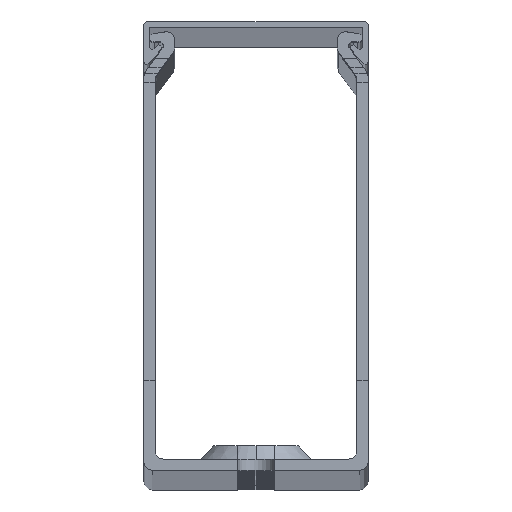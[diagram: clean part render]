
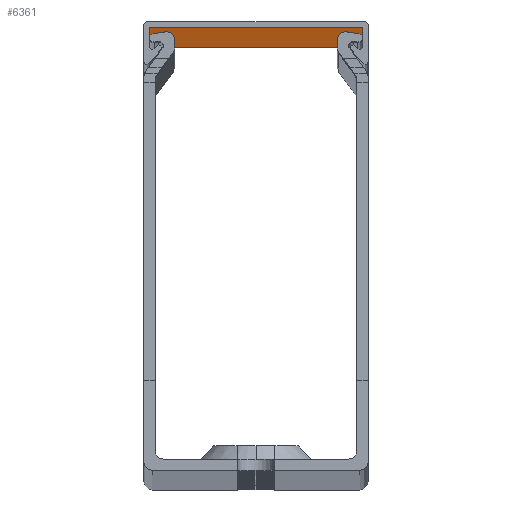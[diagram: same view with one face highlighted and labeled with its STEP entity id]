
A CAD part, top view. The second image highlights one B-rep face of the part: STEP entity #6361.
In plain terms, the highlighted planar face has unit normal (0, -1, 0).
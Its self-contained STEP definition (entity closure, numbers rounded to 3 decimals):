
#548 = LINE ( 'NONE', #27137, #27127 ) ;
#911 = DIRECTION ( 'NONE',  ( 0., 0., 1. ) ) ;
#1883 = LINE ( 'NONE', #18027, #15597 ) ;
#2129 = CARTESIAN_POINT ( 'NONE',  ( -19., 79., 1040.872 ) ) ;
#3980 = PLANE ( 'NONE',  #26591 ) ;
#4796 = DIRECTION ( 'NONE',  ( 0., 0., -1. ) ) ;
#4857 = EDGE_CURVE ( 'NONE', #31275, #21070, #548, .T. ) ;
#5022 = LINE ( 'NONE', #2129, #25724 ) ;
#6361 = ADVANCED_FACE ( 'NONE', ( #24922 ), #3980, .F. ) ;
#6935 = CARTESIAN_POINT ( 'NONE',  ( -19., 79., 1000. ) ) ;
#10359 = EDGE_LOOP ( 'NONE', ( #12944, #20044, #32828, #24118 ) ) ;
#12944 = ORIENTED_EDGE ( 'NONE', *, *, #14574, .F. ) ;
#13658 = EDGE_CURVE ( 'NONE', #15422, #31275, #5022, .T. ) ;
#13830 = CARTESIAN_POINT ( 'NONE',  ( 19., 79., -1000. ) ) ;
#14461 = CARTESIAN_POINT ( 'NONE',  ( -19., 79., 1040.872 ) ) ;
#14574 = EDGE_CURVE ( 'NONE', #24708, #21070, #1883, .T. ) ;
#14634 = CARTESIAN_POINT ( 'NONE',  ( -19., 79., 1000. ) ) ;
#15422 = VERTEX_POINT ( 'NONE', #14634 ) ;
#15597 = VECTOR ( 'NONE', #4796, 1000. ) ;
#18027 = CARTESIAN_POINT ( 'NONE',  ( 19., 79., 1040.872 ) ) ;
#19690 = CARTESIAN_POINT ( 'NONE',  ( -19., 79., -1000. ) ) ;
#20044 = ORIENTED_EDGE ( 'NONE', *, *, #22709, .T. ) ;
#21070 = VERTEX_POINT ( 'NONE', #13830 ) ;
#21304 = VECTOR ( 'NONE', #33391, 1000. ) ;
#22655 = CARTESIAN_POINT ( 'NONE',  ( 19., 79., 1000. ) ) ;
#22709 = EDGE_CURVE ( 'NONE', #24708, #15422, #22906, .T. ) ;
#22906 = LINE ( 'NONE', #6935, #21304 ) ;
#24118 = ORIENTED_EDGE ( 'NONE', *, *, #4857, .T. ) ;
#24708 = VERTEX_POINT ( 'NONE', #22655 ) ;
#24922 = FACE_OUTER_BOUND ( 'NONE', #10359, .T. ) ;
#25724 = VECTOR ( 'NONE', #28211, 1000. ) ;
#26591 = AXIS2_PLACEMENT_3D ( 'NONE', #14461, #29403, #911 ) ;
#27127 = VECTOR ( 'NONE', #29379, 1000. ) ;
#27137 = CARTESIAN_POINT ( 'NONE',  ( -19., 79., -1000. ) ) ;
#28211 = DIRECTION ( 'NONE',  ( 0., 0., -1. ) ) ;
#29379 = DIRECTION ( 'NONE',  ( 1., 0., 0. ) ) ;
#29403 = DIRECTION ( 'NONE',  ( 0., 1., 0. ) ) ;
#31275 = VERTEX_POINT ( 'NONE', #19690 ) ;
#32828 = ORIENTED_EDGE ( 'NONE', *, *, #13658, .T. ) ;
#33391 = DIRECTION ( 'NONE',  ( -1., 0., 0. ) ) ;
